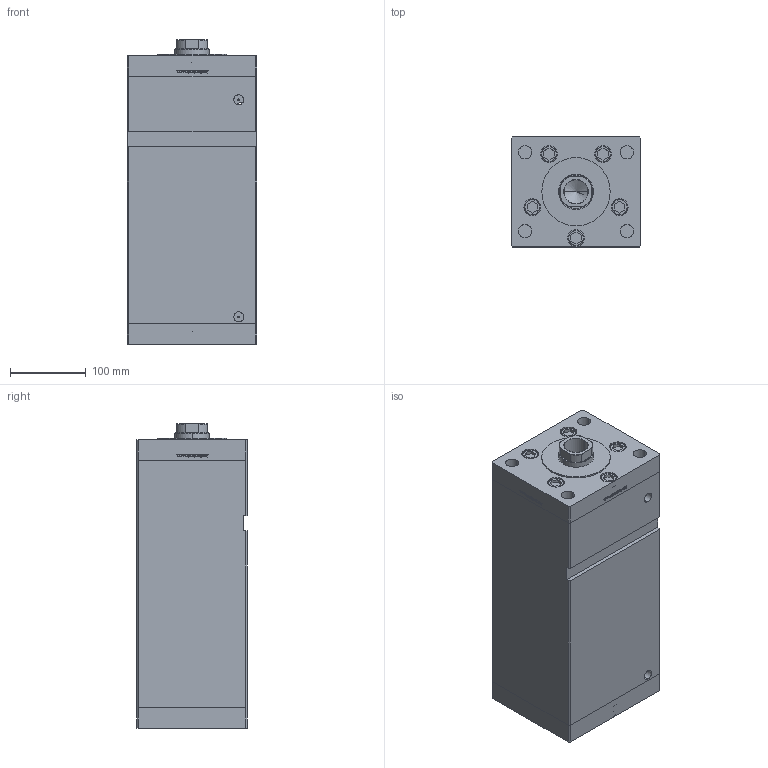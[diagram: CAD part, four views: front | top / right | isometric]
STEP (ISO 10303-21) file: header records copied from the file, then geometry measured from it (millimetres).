
FILE_DESCRIPTION (( 'STEP AP203' ), '1' );
FILE_NAME ('449e.STEP', '2024-01-08T17:51:39', ( '' ), ( '' ), 'SwSTEP 2.0', 'SolidWorks 2019', '' );
FILE_SCHEMA (( 'CONFIG_CONTROL_DESIGN' ));
Length unit declared in the file: millimetre
Products named in the file (6): V220C BACK_E 1cd62da71ad91f624017d2c4e3e8ec79; ALLEN BOLT 1cd62da71ad91f624017d2c4e3e8ec79; 449e; V220C_E MIDDLE 1cd62da71ad91f624017d2c4e3e8ec79; V220C_FRONT_E 1cd62da71ad91f624017d2c4e3e8ec79; V220C_VC_E 1cd62da71ad91f624017d2c4e3e8ec79
Assembly tree (14 placements, depth 2):
  449e
    V220C BACK_E 1cd62da71ad91f624017d2c4e3e8ec79
    V220C_E MIDDLE 1cd62da71ad91f624017d2c4e3e8ec79
    V220C_FRONT_E 1cd62da71ad91f624017d2c4e3e8ec79
    ALLEN BOLT 1cd62da71ad91f624017d2c4e3e8ec79  x10
    V220C_VC_E 1cd62da71ad91f624017d2c4e3e8ec79
Bounding box: 170 x 145 x 401 mm (x, y, z)
Volume: 7438102.6 mm3; surface area: 653722 mm2
Topology: 14 solids, 14 shells, 1218 faces, 3035 edges, 1991 vertices
Faces by surface type: bspline 484, plane 479, cylinder 165, cone 46, torus 44
Entity records: 53113 total; most frequent: CARTESIAN_POINT 30367, ORIENTED_EDGE 5238, DIRECTION 3035, EDGE_CURVE 2619, VERTEX_POINT 1739, VECTOR 1357, LINE 1357, EDGE_LOOP 1192
